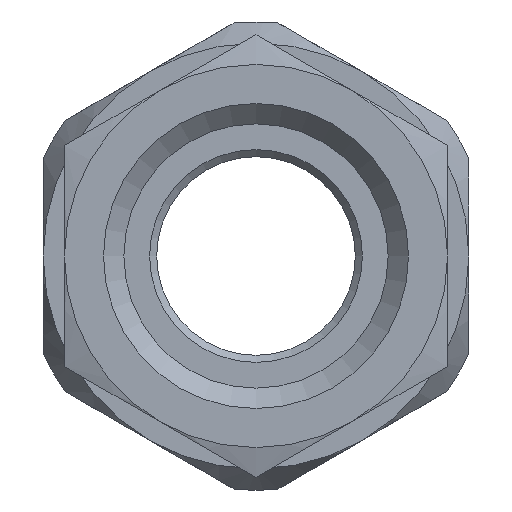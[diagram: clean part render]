
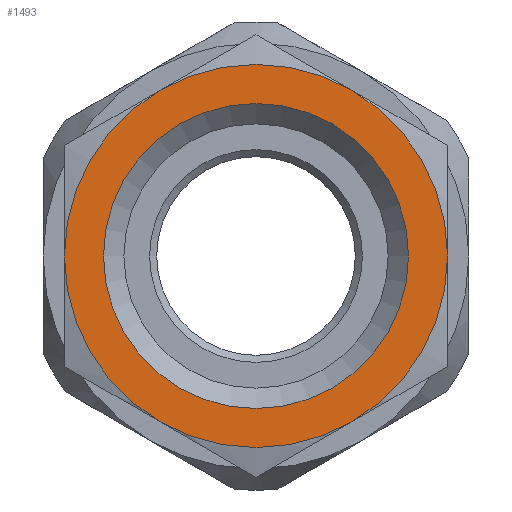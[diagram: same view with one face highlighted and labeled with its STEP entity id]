
A CAD part, left-side view. The second image highlights one B-rep face of the part: STEP entity #1493.
In plain terms, the highlighted planar face has unit normal (-1, 0, 0).
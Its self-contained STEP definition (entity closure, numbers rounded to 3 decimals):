
#67=FACE_BOUND('',#404,.T.);
#85=PLANE('',#1690);
#307=FACE_OUTER_BOUND('',#403,.T.);
#403=EDGE_LOOP('',(#1238,#1239,#1240,#1241,#1242,#1243));
#404=EDGE_LOOP('',(#1244,#1245));
#537=CIRCLE('',#1691,13.5);
#538=CIRCLE('',#1692,13.5);
#539=CIRCLE('',#1693,13.5);
#540=CIRCLE('',#1694,13.5);
#541=CIRCLE('',#1695,13.5);
#542=CIRCLE('',#1696,13.5);
#543=CIRCLE('',#1697,10.75);
#544=CIRCLE('',#1698,10.75);
#678=VERTEX_POINT('',#2612);
#679=VERTEX_POINT('',#2613);
#680=VERTEX_POINT('',#2615);
#681=VERTEX_POINT('',#2617);
#682=VERTEX_POINT('',#2619);
#683=VERTEX_POINT('',#2621);
#684=VERTEX_POINT('',#2624);
#685=VERTEX_POINT('',#2625);
#875=EDGE_CURVE('',#678,#679,#537,.T.);
#876=EDGE_CURVE('',#679,#680,#538,.T.);
#877=EDGE_CURVE('',#680,#681,#539,.T.);
#878=EDGE_CURVE('',#681,#682,#540,.T.);
#879=EDGE_CURVE('',#682,#683,#541,.T.);
#880=EDGE_CURVE('',#683,#678,#542,.T.);
#881=EDGE_CURVE('',#684,#685,#543,.T.);
#882=EDGE_CURVE('',#685,#684,#544,.T.);
#1238=ORIENTED_EDGE('',*,*,#875,.T.);
#1239=ORIENTED_EDGE('',*,*,#876,.T.);
#1240=ORIENTED_EDGE('',*,*,#877,.T.);
#1241=ORIENTED_EDGE('',*,*,#878,.T.);
#1242=ORIENTED_EDGE('',*,*,#879,.T.);
#1243=ORIENTED_EDGE('',*,*,#880,.T.);
#1244=ORIENTED_EDGE('',*,*,#881,.T.);
#1245=ORIENTED_EDGE('',*,*,#882,.T.);
#1493=ADVANCED_FACE('',(#307,#67),#85,.T.);
#1690=AXIS2_PLACEMENT_3D('',#2611,#2078,#2079);
#1691=AXIS2_PLACEMENT_3D('',#2614,#2080,#2081);
#1692=AXIS2_PLACEMENT_3D('',#2616,#2082,#2083);
#1693=AXIS2_PLACEMENT_3D('',#2618,#2084,#2085);
#1694=AXIS2_PLACEMENT_3D('',#2620,#2086,#2087);
#1695=AXIS2_PLACEMENT_3D('',#2622,#2088,#2089);
#1696=AXIS2_PLACEMENT_3D('',#2623,#2090,#2091);
#1697=AXIS2_PLACEMENT_3D('',#2626,#2092,#2093);
#1698=AXIS2_PLACEMENT_3D('',#2627,#2094,#2095);
#2078=DIRECTION('center_axis',(-1.,0.,0.));
#2079=DIRECTION('ref_axis',(0.,-0.5,0.866));
#2080=DIRECTION('center_axis',(-1.,0.,0.));
#2081=DIRECTION('ref_axis',(0.,-0.5,0.866));
#2082=DIRECTION('center_axis',(-1.,0.,0.));
#2083=DIRECTION('ref_axis',(0.,-0.5,0.866));
#2084=DIRECTION('center_axis',(-1.,0.,0.));
#2085=DIRECTION('ref_axis',(0.,-0.5,0.866));
#2086=DIRECTION('center_axis',(-1.,0.,0.));
#2087=DIRECTION('ref_axis',(0.,-0.5,0.866));
#2088=DIRECTION('center_axis',(-1.,0.,0.));
#2089=DIRECTION('ref_axis',(0.,-0.5,0.866));
#2090=DIRECTION('center_axis',(-1.,0.,0.));
#2091=DIRECTION('ref_axis',(0.,-0.5,0.866));
#2092=DIRECTION('center_axis',(1.,0.,0.));
#2093=DIRECTION('ref_axis',(0.,-0.866,-0.5));
#2094=DIRECTION('center_axis',(1.,0.,0.));
#2095=DIRECTION('ref_axis',(0.,-0.866,-0.5));
#2611=CARTESIAN_POINT('Origin',(-71.5,-3.375,5.846));
#2612=CARTESIAN_POINT('',(-71.5,-6.75,11.691));
#2613=CARTESIAN_POINT('',(-71.5,6.75,11.691));
#2614=CARTESIAN_POINT('Origin',(-71.5,0.,0.));
#2615=CARTESIAN_POINT('',(-71.5,13.5,0.));
#2616=CARTESIAN_POINT('Origin',(-71.5,0.,0.));
#2617=CARTESIAN_POINT('',(-71.5,6.75,-11.691));
#2618=CARTESIAN_POINT('Origin',(-71.5,0.,0.));
#2619=CARTESIAN_POINT('',(-71.5,-6.75,-11.691));
#2620=CARTESIAN_POINT('Origin',(-71.5,0.,0.));
#2621=CARTESIAN_POINT('',(-71.5,-13.5,0.));
#2622=CARTESIAN_POINT('Origin',(-71.5,0.,0.));
#2623=CARTESIAN_POINT('Origin',(-71.5,0.,0.));
#2624=CARTESIAN_POINT('',(-71.5,-9.31,-5.375));
#2625=CARTESIAN_POINT('',(-71.5,9.31,5.375));
#2626=CARTESIAN_POINT('Origin',(-71.5,0.,0.));
#2627=CARTESIAN_POINT('Origin',(-71.5,0.,0.));
